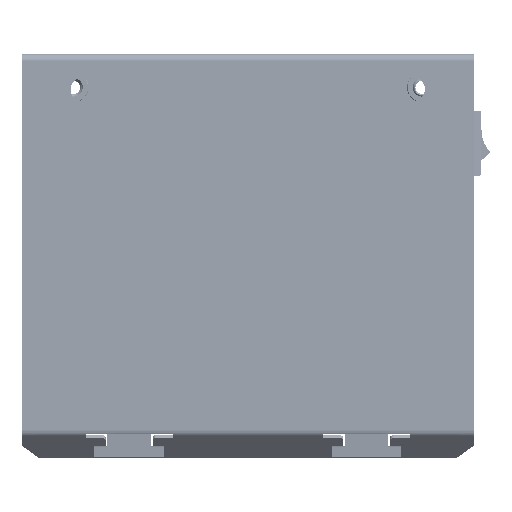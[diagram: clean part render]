
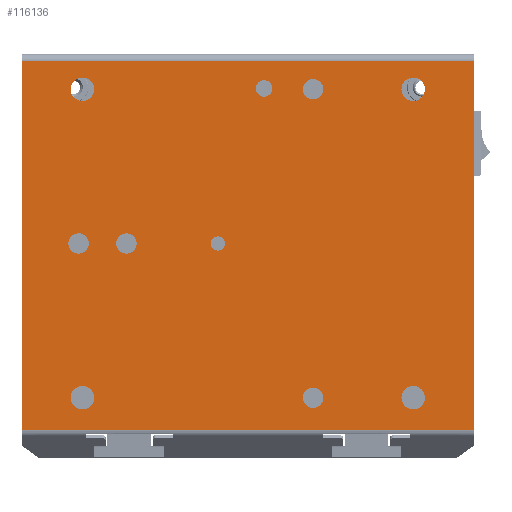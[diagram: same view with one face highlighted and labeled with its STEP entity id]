
A CAD part, front view. The second image highlights one B-rep face of the part: STEP entity #116136.
In plain terms, the highlighted planar face has unit normal (0, -1, 0).
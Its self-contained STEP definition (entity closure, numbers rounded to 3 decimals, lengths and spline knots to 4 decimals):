
#969=FACE_BOUND('',#15967,.T.);
#970=FACE_BOUND('',#15968,.T.);
#971=FACE_BOUND('',#15969,.T.);
#972=FACE_BOUND('',#15970,.T.);
#973=FACE_BOUND('',#15971,.T.);
#974=FACE_BOUND('',#15972,.T.);
#975=FACE_BOUND('',#15973,.T.);
#976=FACE_BOUND('',#15974,.T.);
#977=FACE_BOUND('',#15975,.T.);
#978=FACE_BOUND('',#15976,.T.);
#2391=PLANE('',#124564);
#9239=FACE_OUTER_BOUND('',#15966,.T.);
#15966=EDGE_LOOP('',(#87413,#87414,#87415,#87416));
#15967=EDGE_LOOP('',(#87417));
#15968=EDGE_LOOP('',(#87418));
#15969=EDGE_LOOP('',(#87419));
#15970=EDGE_LOOP('',(#87420));
#15971=EDGE_LOOP('',(#87421));
#15972=EDGE_LOOP('',(#87422));
#15973=EDGE_LOOP('',(#87423));
#15974=EDGE_LOOP('',(#87424));
#15975=EDGE_LOOP('',(#87425));
#15976=EDGE_LOOP('',(#87426));
#22236=CIRCLE('',#124044,0.1171);
#22262=CIRCLE('',#124100,0.0815);
#22281=CIRCLE('',#124148,0.095);
#22283=CIRCLE('',#124151,0.135);
#22285=CIRCLE('',#124154,0.135);
#22287=CIRCLE('',#124157,0.135);
#22289=CIRCLE('',#124160,0.135);
#22302=CIRCLE('',#124198,0.1171);
#22363=CIRCLE('',#124311,0.1171);
#22420=CIRCLE('',#124445,0.1171);
#28859=LINE('',#196222,#39447);
#28902=LINE('',#196321,#39490);
#28906=LINE('',#196328,#39494);
#28922=LINE('',#196374,#39510);
#39447=VECTOR('',#139990,0.3937);
#39490=VECTOR('',#140085,0.3937);
#39494=VECTOR('',#140091,0.3937);
#39510=VECTOR('',#140131,0.3937);
#50981=VERTEX_POINT('',#196209);
#50983=VERTEX_POINT('',#196214);
#50984=VERTEX_POINT('',#196218);
#51014=VERTEX_POINT('',#196319);
#51015=VERTEX_POINT('',#196324);
#51048=VERTEX_POINT('',#196404);
#51087=VERTEX_POINT('',#196539);
#51089=VERTEX_POINT('',#196545);
#51091=VERTEX_POINT('',#196551);
#51093=VERTEX_POINT('',#196557);
#51095=VERTEX_POINT('',#196563);
#51144=VERTEX_POINT('',#196712);
#51271=VERTEX_POINT('',#197559);
#51419=VERTEX_POINT('',#198498);
#64086=EDGE_CURVE('',#50981,#50981,#22236,.T.);
#64092=EDGE_CURVE('',#50984,#50983,#28859,.T.);
#64143=EDGE_CURVE('',#51014,#50983,#28902,.T.);
#64147=EDGE_CURVE('',#50984,#51015,#28906,.T.);
#64170=EDGE_CURVE('',#51014,#51015,#28922,.T.);
#64185=EDGE_CURVE('',#51048,#51048,#22262,.T.);
#64252=EDGE_CURVE('',#51087,#51087,#22281,.T.);
#64255=EDGE_CURVE('',#51089,#51089,#22283,.T.);
#64258=EDGE_CURVE('',#51091,#51091,#22285,.T.);
#64261=EDGE_CURVE('',#51093,#51093,#22287,.T.);
#64264=EDGE_CURVE('',#51095,#51095,#22289,.T.);
#64338=EDGE_CURVE('',#51144,#51144,#22302,.T.);
#64516=EDGE_CURVE('',#51271,#51271,#22363,.T.);
#64738=EDGE_CURVE('',#51419,#51419,#22420,.T.);
#87413=ORIENTED_EDGE('',*,*,#64170,.T.);
#87414=ORIENTED_EDGE('',*,*,#64147,.F.);
#87415=ORIENTED_EDGE('',*,*,#64092,.T.);
#87416=ORIENTED_EDGE('',*,*,#64143,.F.);
#87417=ORIENTED_EDGE('',*,*,#64516,.F.);
#87418=ORIENTED_EDGE('',*,*,#64086,.F.);
#87419=ORIENTED_EDGE('',*,*,#64264,.T.);
#87420=ORIENTED_EDGE('',*,*,#64261,.T.);
#87421=ORIENTED_EDGE('',*,*,#64258,.T.);
#87422=ORIENTED_EDGE('',*,*,#64255,.T.);
#87423=ORIENTED_EDGE('',*,*,#64252,.T.);
#87424=ORIENTED_EDGE('',*,*,#64185,.T.);
#87425=ORIENTED_EDGE('',*,*,#64338,.F.);
#87426=ORIENTED_EDGE('',*,*,#64738,.F.);
#116136=ADVANCED_FACE('',(#9239,#969,#970,#971,#972,#973,#974,#975,#976,
#977,#978),#2391,.T.);
#124044=AXIS2_PLACEMENT_3D('',#196210,#139974,#139975);
#124100=AXIS2_PLACEMENT_3D('',#196406,#140159,#140160);
#124148=AXIS2_PLACEMENT_3D('',#196541,#140303,#140304);
#124151=AXIS2_PLACEMENT_3D('',#196547,#140310,#140311);
#124154=AXIS2_PLACEMENT_3D('',#196553,#140317,#140318);
#124157=AXIS2_PLACEMENT_3D('',#196559,#140324,#140325);
#124160=AXIS2_PLACEMENT_3D('',#196565,#140331,#140332);
#124198=AXIS2_PLACEMENT_3D('',#196713,#140468,#140469);
#124311=AXIS2_PLACEMENT_3D('',#197560,#140782,#140783);
#124445=AXIS2_PLACEMENT_3D('',#198499,#141184,#141185);
#124564=AXIS2_PLACEMENT_3D('',#199382,#141530,#141531);
#139974=DIRECTION('center_axis',(0.,-1.,0.));
#139975=DIRECTION('ref_axis',(0.,0.,1.));
#139990=DIRECTION('',(-1.,0.,0.));
#140085=DIRECTION('',(0.,0.,1.));
#140091=DIRECTION('',(0.,0.,-1.));
#140131=DIRECTION('',(1.,0.,0.));
#140159=DIRECTION('center_axis',(0.,1.,0.));
#140160=DIRECTION('ref_axis',(1.,0.,0.));
#140303=DIRECTION('center_axis',(0.,1.,0.));
#140304=DIRECTION('ref_axis',(1.,0.,0.));
#140310=DIRECTION('center_axis',(0.,1.,0.));
#140311=DIRECTION('ref_axis',(1.,0.,0.));
#140317=DIRECTION('center_axis',(0.,1.,0.));
#140318=DIRECTION('ref_axis',(1.,0.,0.));
#140324=DIRECTION('center_axis',(0.,1.,0.));
#140325=DIRECTION('ref_axis',(1.,0.,0.));
#140331=DIRECTION('center_axis',(0.,1.,0.));
#140332=DIRECTION('ref_axis',(1.,0.,0.));
#140468=DIRECTION('center_axis',(0.,-1.,0.));
#140469=DIRECTION('ref_axis',(0.,0.,1.));
#140782=DIRECTION('center_axis',(0.,-1.,0.));
#140783=DIRECTION('ref_axis',(0.,0.,1.));
#141184=DIRECTION('center_axis',(0.,-1.,0.));
#141185=DIRECTION('ref_axis',(0.,0.,1.));
#141530=DIRECTION('center_axis',(0.,-1.,0.));
#141531=DIRECTION('ref_axis',(1.,0.,0.));
#196209=CARTESIAN_POINT('',(5.344,2.,-3.7872));
#196210=CARTESIAN_POINT('Origin',(5.344,2.,-3.9043));
#196214=CARTESIAN_POINT('',(2.,2.,-0.04));
#196218=CARTESIAN_POINT('',(7.188,2.,-0.04));
#196222=CARTESIAN_POINT('',(4.594,2.,-0.04));
#196319=CARTESIAN_POINT('',(2.,2.,-4.2774));
#196321=CARTESIAN_POINT('',(2.,2.,0.056));
#196324=CARTESIAN_POINT('',(7.188,2.,-4.2774));
#196328=CARTESIAN_POINT('',(7.188,2.,-0.04));
#196374=CARTESIAN_POINT('',(3.297,2.,-4.2774));
#196404=CARTESIAN_POINT('',(4.1685,2.,-2.1327));
#196406=CARTESIAN_POINT('Origin',(4.25,2.,-2.1327));
#196539=CARTESIAN_POINT('',(4.687,2.,-0.3517));
#196541=CARTESIAN_POINT('Origin',(4.782,2.,-0.3517));
#196545=CARTESIAN_POINT('',(2.559,2.,-3.9043));
#196547=CARTESIAN_POINT('Origin',(2.694,2.,-3.9043));
#196551=CARTESIAN_POINT('',(6.359,2.,-3.9043));
#196553=CARTESIAN_POINT('Origin',(6.494,2.,-3.9043));
#196557=CARTESIAN_POINT('',(6.359,2.,-0.361));
#196559=CARTESIAN_POINT('Origin',(6.494,2.,-0.361));
#196563=CARTESIAN_POINT('',(2.559,2.,-0.361));
#196565=CARTESIAN_POINT('Origin',(2.694,2.,-0.361));
#196712=CARTESIAN_POINT('',(3.2,2.,-2.0156));
#196713=CARTESIAN_POINT('Origin',(3.2,2.,-2.1327));
#197559=CARTESIAN_POINT('',(2.65,2.,-2.0156));
#197560=CARTESIAN_POINT('Origin',(2.65,2.,-2.1327));
#198498=CARTESIAN_POINT('',(5.344,2.,-0.2439));
#198499=CARTESIAN_POINT('Origin',(5.344,2.,-0.361));
#199382=CARTESIAN_POINT('Origin',(4.594,2.,-2.1285));
